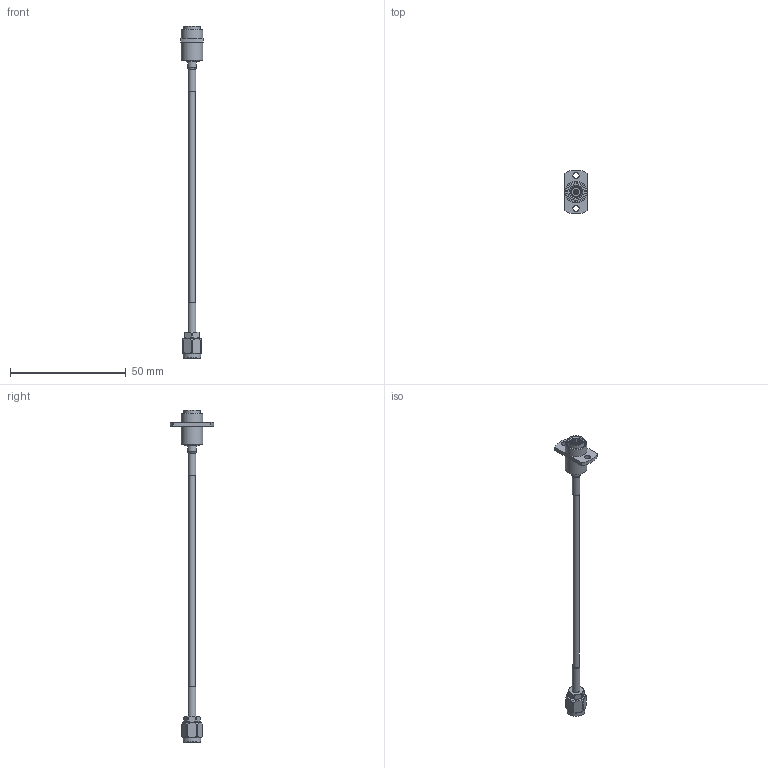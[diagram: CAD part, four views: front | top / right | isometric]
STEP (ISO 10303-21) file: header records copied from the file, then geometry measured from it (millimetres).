
FILE_DESCRIPTION (( 'STEP AP203' ), '1' );
FILE_NAME ('FMCA1568_3D.step', '2022-06-06T17:26:29', ( '' ), ( '' ), 'SwSTEP 2.0', 'SolidWorks 2021', '' );
FILE_SCHEMA (( 'CONFIG_CONTROL_DESIGN' ));
Length unit declared in the file: inch
Products named in the file (5): Heat Shrink Boot^FMCA1568; FMCA1568_3D; FMCN1413^FMCA1568_Heat Shrink; FMCN1207^FMCA1568; FM-SR086TBJ^FMCA1568_FM-SR086TBJ
Assembly tree (4 placements, depth 2):
  FMCA1568_3D
    FM-SR086TBJ^FMCA1568_FM-SR086TBJ
    FMCN1413^FMCA1568_Heat Shrink
    FMCN1207^FMCA1568
    Heat Shrink Boot^FMCA1568
Bounding box: 9.6 x 18.95 x 143.5 mm (x, y, z)
Volume: 2298.6 mm3; surface area: 3015.6 mm2
Topology: 6 solids, 6 shells, 271 faces, 790 edges, 517 vertices
Faces by surface type: plane 124, cylinder 102, cone 36, bspline 7, torus 2
Full cylindrical faces by diameter (mm): 0.762 x1, 0.94 x1, 1.016 x1, 1.194 x1, 1.245 x1, 1.27 x1, 2.032 x1, 2.261 x1, 2.311 x1, 2.65 x2, 2.667 x1, 3.023 x1, 3.277 x1, 3.429 x1, 3.785 x1, 4.064 x2, 4.318 x1, 4.561 x1, 4.572 x1, 4.787 x1, 6.35 x6, 7.3 x1, 7.747 x1, 8.316 x1, 9.48 x2
Entity records: 10644 total; most frequent: CARTESIAN_POINT 3767, ORIENTED_EDGE 1444, DIRECTION 1134, EDGE_CURVE 722, VERTEX_POINT 494, AXIS2_PLACEMENT_3D 463, EDGE_LOOP 332, FACE_OUTER_BOUND 297
